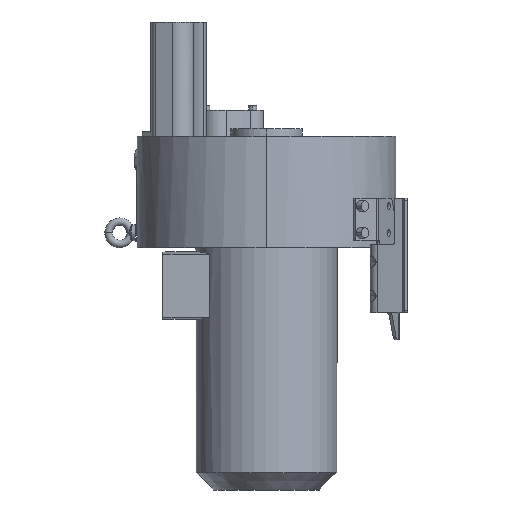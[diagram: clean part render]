
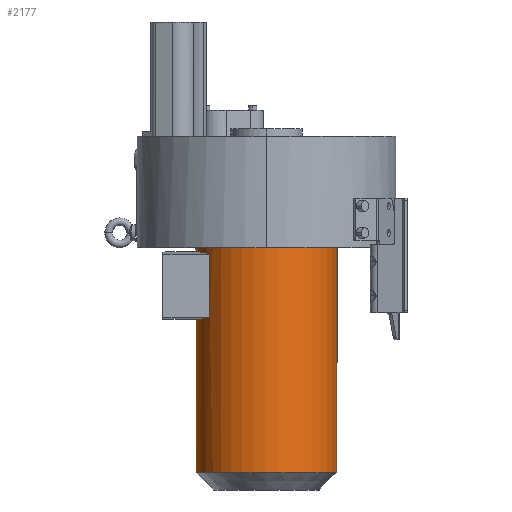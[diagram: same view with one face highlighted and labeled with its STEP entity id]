
A CAD part, left-side view. The second image highlights one B-rep face of the part: STEP entity #2177.
In plain terms, the highlighted cylindrical face has radius 88.7 mm (diameter 177.4 mm), a full revolution.
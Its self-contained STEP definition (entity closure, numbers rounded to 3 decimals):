
#464=FACE_BOUND('',#3373,.T.);
#465=FACE_BOUND('',#3374,.T.);
#466=FACE_BOUND('',#3375,.T.);
#620=CYLINDRICAL_SURFACE('',#11641,88.7);
#959=LINE('',#17017,#1595);
#960=LINE('',#17034,#1596);
#1595=VECTOR('',#13142,1.);
#1596=VECTOR('',#13143,1.);
#2177=ADVANCED_FACE('',(#464,#465,#466),#620,.T.);
#3373=EDGE_LOOP('',(#4888));
#3374=EDGE_LOOP('',(#4889,#4890,#4891,#4892));
#3375=EDGE_LOOP('',(#4893));
#4039=B_SPLINE_CURVE_WITH_KNOTS('',3,(#17001,#17002,#17003,#17004,#17005,
#17006,#17007,#17008,#17009,#17010,#17011,#17012,#17013,#17014),
 .UNSPECIFIED.,.F.,.F.,(4,2,2,2,2,2,4),(0.,0.25,0.5,0.625,0.75,0.875,1.),
 .UNSPECIFIED.);
#4040=B_SPLINE_CURVE_WITH_KNOTS('',3,(#17019,#17020,#17021,#17022,#17023,
#17024,#17025,#17026,#17027,#17028,#17029,#17030,#17031,#17032),
 .UNSPECIFIED.,.F.,.F.,(4,2,2,2,2,2,4),(0.,0.25,0.5,0.625,0.75,0.875,1.),
 .UNSPECIFIED.);
#4888=ORIENTED_EDGE('',*,*,#9531,.F.);
#4889=ORIENTED_EDGE('',*,*,#9532,.T.);
#4890=ORIENTED_EDGE('',*,*,#9533,.T.);
#4891=ORIENTED_EDGE('',*,*,#9534,.T.);
#4892=ORIENTED_EDGE('',*,*,#9535,.T.);
#4893=ORIENTED_EDGE('',*,*,#9529,.T.);
#8338=VERTEX_POINT('',#16995);
#8340=VERTEX_POINT('',#17000);
#8341=VERTEX_POINT('',#17015);
#8342=VERTEX_POINT('',#17016);
#8343=VERTEX_POINT('',#17018);
#8344=VERTEX_POINT('',#17033);
#9529=EDGE_CURVE('',#8338,#8338,#11057,.T.);
#9531=EDGE_CURVE('',#8340,#8340,#11059,.T.);
#9532=EDGE_CURVE('',#8341,#8342,#4039,.T.);
#9533=EDGE_CURVE('',#8342,#8343,#959,.T.);
#9534=EDGE_CURVE('',#8343,#8344,#4040,.T.);
#9535=EDGE_CURVE('',#8344,#8341,#960,.T.);
#11057=CIRCLE('',#11637,88.7);
#11059=CIRCLE('',#11640,88.7);
#11637=AXIS2_PLACEMENT_3D('',#16994,#13134,#13135);
#11640=AXIS2_PLACEMENT_3D('',#16999,#13140,#13141);
#11641=AXIS2_PLACEMENT_3D('',#17035,#13144,#13145);
#13134=DIRECTION('',(0.,0.,1.));
#13135=DIRECTION('',(-1.,0.,0.));
#13140=DIRECTION('',(0.,0.,1.));
#13141=DIRECTION('',(-1.,0.,0.));
#13142=DIRECTION('',(0.,0.,-1.));
#13143=DIRECTION('',(0.,0.,1.));
#13144=DIRECTION('',(0.,0.,-1.));
#13145=DIRECTION('',(1.,0.,0.));
#16994=CARTESIAN_POINT('',(0.,0.,-388.));
#16995=CARTESIAN_POINT('',(-88.7,0.,-388.));
#16999=CARTESIAN_POINT('',(0.,0.,-104.));
#17000=CARTESIAN_POINT('',(-88.7,0.,-104.));
#17001=CARTESIAN_POINT('',(53.371,70.847,-111.965));
#17002=CARTESIAN_POINT('',(45.783,76.563,-111.101));
#17003=CARTESIAN_POINT('',(37.495,80.945,-110.341));
#17004=CARTESIAN_POINT('',(19.505,87.049,-109.245));
#17005=CARTESIAN_POINT('',(10.187,88.623,-108.936));
#17006=CARTESIAN_POINT('',(-4.049,88.735,-108.903));
#17007=CARTESIAN_POINT('',(-8.811,88.387,-108.964));
#17008=CARTESIAN_POINT('',(-18.111,86.959,-109.219));
#17009=CARTESIAN_POINT('',(-22.688,85.88,-109.413));
#17010=CARTESIAN_POINT('',(-31.695,82.979,-109.921));
#17011=CARTESIAN_POINT('',(-36.11,81.154,-110.235));
#17012=CARTESIAN_POINT('',(-44.507,76.87,-110.942));
#17013=CARTESIAN_POINT('',(-48.525,74.401,-111.337));
#17014=CARTESIAN_POINT('',(-52.36,71.597,-111.758));
#17015=CARTESIAN_POINT('',(53.371,70.847,-111.965));
#17016=CARTESIAN_POINT('',(-52.36,71.597,-111.758));
#17017=CARTESIAN_POINT('',(-52.36,71.597,-104.));
#17018=CARTESIAN_POINT('',(-52.36,71.597,-191.548));
#17019=CARTESIAN_POINT('',(-52.36,71.597,-191.548));
#17020=CARTESIAN_POINT('',(-44.691,77.206,-192.39));
#17021=CARTESIAN_POINT('',(-36.339,81.47,-193.12));
#17022=CARTESIAN_POINT('',(-18.259,87.319,-194.142));
#17023=CARTESIAN_POINT('',(-8.919,88.759,-194.408));
#17024=CARTESIAN_POINT('',(5.319,88.668,-194.378));
#17025=CARTESIAN_POINT('',(10.074,88.252,-194.295));
#17026=CARTESIAN_POINT('',(19.352,86.691,-194.));
#17027=CARTESIAN_POINT('',(23.912,85.547,-193.786));
#17028=CARTESIAN_POINT('',(32.875,82.518,-193.242));
#17029=CARTESIAN_POINT('',(37.263,80.631,-192.911));
#17030=CARTESIAN_POINT('',(45.595,76.23,-192.174));
#17031=CARTESIAN_POINT('',(49.577,73.705,-191.767));
#17032=CARTESIAN_POINT('',(53.371,70.847,-191.335));
#17033=CARTESIAN_POINT('',(53.371,70.847,-191.335));
#17034=CARTESIAN_POINT('',(53.371,70.847,-104.));
#17035=CARTESIAN_POINT('',(0.,0.,-104.));
